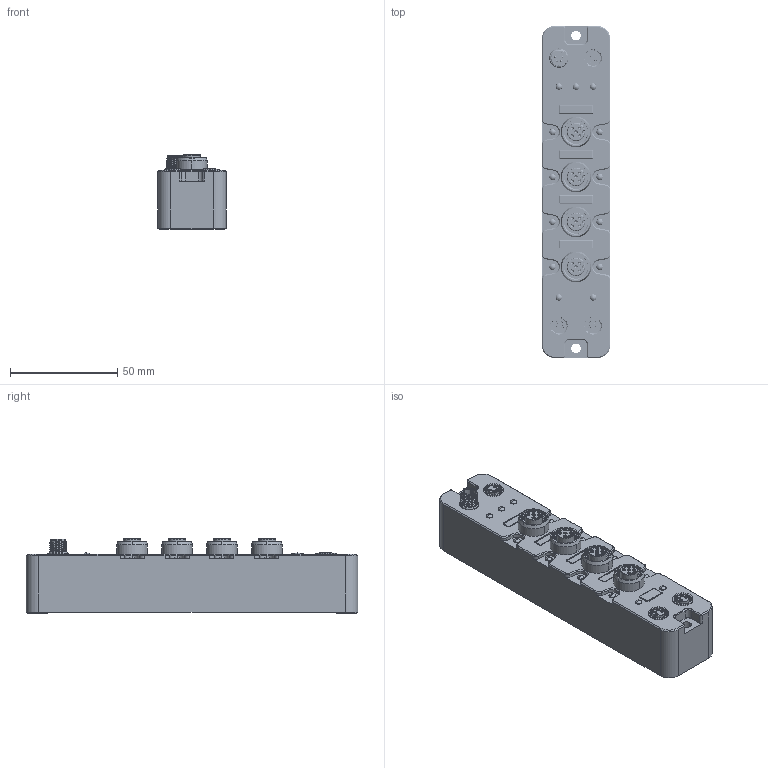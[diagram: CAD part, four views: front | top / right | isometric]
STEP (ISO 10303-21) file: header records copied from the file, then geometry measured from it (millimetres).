
FILE_DESCRIPTION((''),'2;1');
FILE_NAME('2_SLIM670001','2024-11-07T09:38:08',('elco'),(''),'CREO PARAMETRIC BY PTC INC, 2022424','CREO PARAMETRIC BY PTC INC, 2022424','');
FILE_SCHEMA(('CONFIG_CONTROL_DESIGN'));
Products named in the file (1): 2_SLIM670001
Bounding box: 32 x 155 x 34.85 mm (x, y, z)
Volume: 125018.3 mm3; surface area: 41243.6 mm2
Topology: 2 solids, 53 shells, 2765 faces, 7508 edges, 4938 vertices
Faces by surface type: plane 1165, cylinder 1027, cone 252, bspline 215, sphere 58, torus 48
Entity records: 112937 total; most frequent: CARTESIAN_POINT 45278, ORIENTED_EDGE 14822, DIRECTION 12969, EDGE_CURVE 7411, VERTEX_POINT 4938, AXIS2_PLACEMENT_3D 4683, VECTOR 3603, LINE 3603
